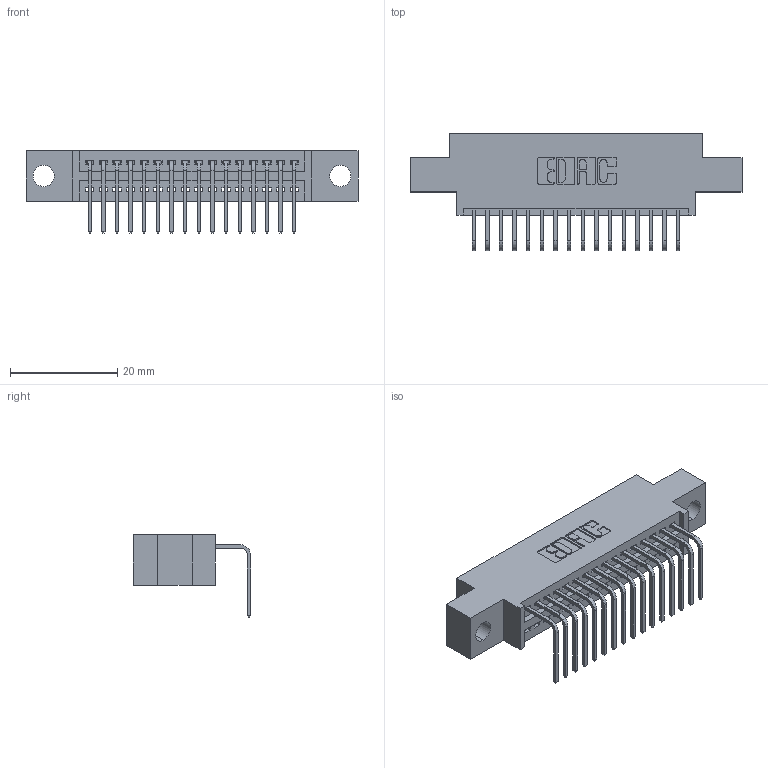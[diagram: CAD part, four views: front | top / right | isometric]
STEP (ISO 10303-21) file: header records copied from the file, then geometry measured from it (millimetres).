
FILE_DESCRIPTION (( 'STEP AP203' ), '1' );
FILE_NAME ('395-016-558-604.STEP', '2021-06-11T14:09:14', ( '' ), ( '' ), 'SwSTEP 2.0', 'SolidWorks 2020', '' );
FILE_SCHEMA (( 'CONFIG_CONTROL_DESIGN' ));
Length unit declared in the file: inch
Products named in the file (3): 395-016-558-604; 345-292-001_558 Tail - 2; 345 Part_0.170 Offset - 0.156 Dia-TI
Assembly tree (17 placements, depth 2):
  395-016-558-604
    345 Part_0.170 Offset - 0.156 Dia-TI
    345-292-001_558 Tail - 2  x16
Bounding box: 61.85 x 21.83 x 15.37 mm (x, y, z)
Volume: 5495.5 mm3; surface area: 7231.9 mm2
Topology: 17 solids, 17 shells, 1104 faces, 3301 edges, 2178 vertices
Faces by surface type: plane 770, cylinder 334
Entity records: 16177 total; most frequent: CARTESIAN_POINT 2814, ORIENTED_EDGE 2762, DIRECTION 2493, EDGE_CURVE 1381, LINE 1185, VECTOR 1185, VERTEX_POINT 918, AXIS2_PLACEMENT_3D 654
